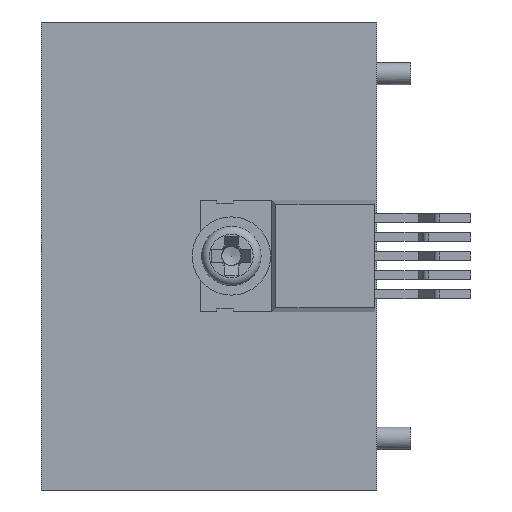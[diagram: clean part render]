
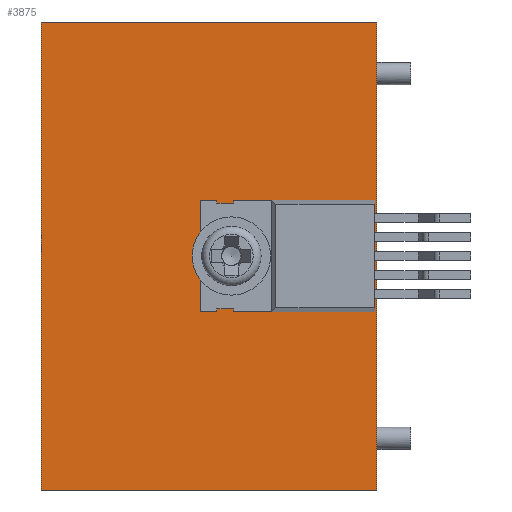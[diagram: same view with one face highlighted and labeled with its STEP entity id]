
A CAD part, front view. The second image highlights one B-rep face of the part: STEP entity #3875.
In plain terms, the highlighted planar face has unit normal (0, -1, 0).
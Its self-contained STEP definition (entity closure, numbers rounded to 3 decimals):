
#169=FACE_BOUND('',#1281,.T.);
#297=LINE('',#5928,#680);
#298=LINE('',#5931,#681);
#299=LINE('',#5933,#682);
#300=LINE('',#5934,#683);
#680=VECTOR('',#4653,30.);
#681=VECTOR('',#4656,41.8);
#682=VECTOR('',#4657,30.);
#683=VECTOR('',#4658,41.8);
#1060=FACE_OUTER_BOUND('',#1280,.T.);
#1280=EDGE_LOOP('',(#2730,#2731,#2732,#2733));
#1281=EDGE_LOOP('',(#2734));
#1488=CIRCLE('',#4076,1.6);
#1654=VERTEX_POINT('',#5693);
#1747=VERTEX_POINT('',#5922);
#1749=VERTEX_POINT('',#5926);
#1750=VERTEX_POINT('',#5930);
#1751=VERTEX_POINT('',#5932);
#2030=EDGE_CURVE('',#1654,#1654,#1488,.T.);
#2138=EDGE_CURVE('',#1747,#1749,#297,.T.);
#2139=EDGE_CURVE('',#1749,#1750,#298,.T.);
#2140=EDGE_CURVE('',#1751,#1750,#299,.T.);
#2141=EDGE_CURVE('',#1747,#1751,#300,.T.);
#2730=ORIENTED_EDGE('',*,*,#2139,.T.);
#2731=ORIENTED_EDGE('',*,*,#2140,.F.);
#2732=ORIENTED_EDGE('',*,*,#2141,.F.);
#2733=ORIENTED_EDGE('',*,*,#2138,.T.);
#2734=ORIENTED_EDGE('',*,*,#2030,.T.);
#3734=PLANE('',#4114);
#3875=ADVANCED_FACE('',(#1060,#169),#3734,.F.);
#4076=AXIS2_PLACEMENT_3D('',#5694,#4476,#4477);
#4114=AXIS2_PLACEMENT_3D('',#5929,#4654,#4655);
#4476=DIRECTION('center_axis',(0.,1.,0.));
#4477=DIRECTION('ref_axis',(-1.,0.,0.));
#4653=DIRECTION('',(-1.,0.,0.));
#4654=DIRECTION('center_axis',(0.,1.,0.));
#4655=DIRECTION('ref_axis',(0.,0.,1.));
#4656=DIRECTION('',(0.,0.,-1.));
#4657=DIRECTION('',(-1.,0.,0.));
#4658=DIRECTION('',(0.,0.,-1.));
#5693=CARTESIAN_POINT('',(28.544,-43.72,-14.458));
#5694=CARTESIAN_POINT('Origin',(26.944,-43.72,-14.458));
#5922=CARTESIAN_POINT('',(39.944,-43.72,6.442));
#5926=CARTESIAN_POINT('',(9.944,-43.72,6.442));
#5928=CARTESIAN_POINT('',(39.944,-43.72,6.442));
#5929=CARTESIAN_POINT('Origin',(39.944,-43.72,-14.458));
#5930=CARTESIAN_POINT('',(9.944,-43.72,-35.358));
#5931=CARTESIAN_POINT('',(9.944,-43.72,-14.458));
#5932=CARTESIAN_POINT('',(39.944,-43.72,-35.358));
#5933=CARTESIAN_POINT('',(39.944,-43.72,-35.358));
#5934=CARTESIAN_POINT('',(39.944,-43.72,-14.458));
